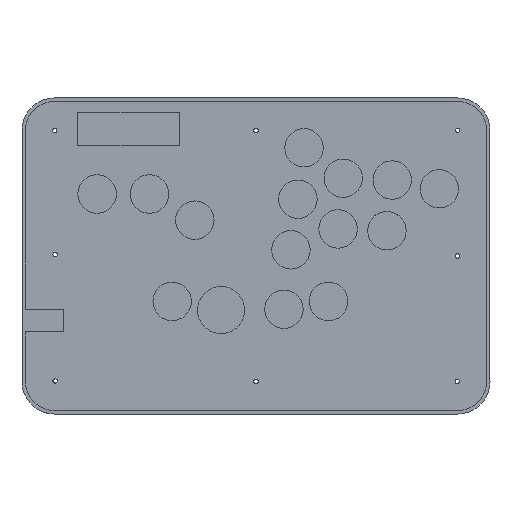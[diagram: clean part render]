
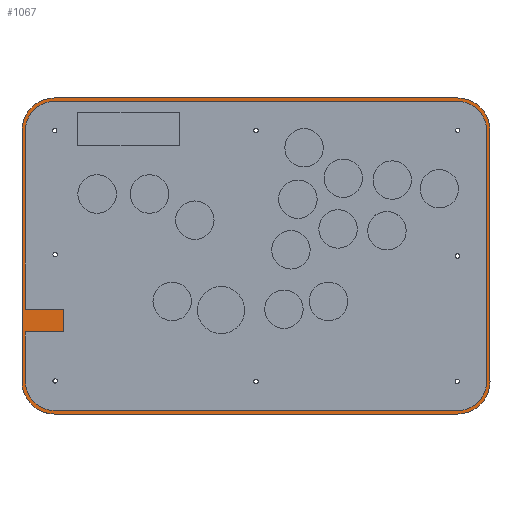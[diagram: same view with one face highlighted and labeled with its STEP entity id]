
A CAD part, top view. The second image highlights one B-rep face of the part: STEP entity #1067.
In plain terms, the highlighted planar face has unit normal (0, 0, 1).
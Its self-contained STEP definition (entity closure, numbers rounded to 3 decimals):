
#15=FACE_BOUND('',#201,.T.);
#78=PLANE('',#1177);
#134=FACE_OUTER_BOUND('',#200,.T.);
#200=EDGE_LOOP('',(#862,#863,#864,#865,#866,#867,#868,#869));
#201=EDGE_LOOP('',(#870,#871,#872,#873,#874,#875,#876,#877,#878,#879,#880,
#881));
#251=LINE('',#1563,#330);
#255=LINE('',#1575,#334);
#259=LINE('',#1587,#338);
#263=LINE('',#1597,#342);
#266=LINE('',#1609,#345);
#270=LINE('',#1622,#349);
#274=LINE('',#1630,#353);
#306=LINE('',#1769,#385);
#309=LINE('',#1775,#388);
#311=LINE('',#1778,#390);
#312=LINE('',#1781,#391);
#313=LINE('',#1785,#392);
#330=VECTOR('',#1225,10.);
#334=VECTOR('',#1237,10.);
#338=VECTOR('',#1249,10.);
#342=VECTOR('',#1261,10.);
#345=VECTOR('',#1272,10.);
#349=VECTOR('',#1284,10.);
#353=VECTOR('',#1290,10.);
#385=VECTOR('',#1454,10.);
#388=VECTOR('',#1459,10.);
#390=VECTOR('',#1463,10.);
#391=VECTOR('',#1466,10.);
#392=VECTOR('',#1469,10.);
#407=CIRCLE('',#1086,18.5);
#409=CIRCLE('',#1090,18.5);
#411=CIRCLE('',#1094,18.5);
#413=CIRCLE('',#1098,18.508);
#414=CIRCLE('',#1101,16.5);
#416=CIRCLE('',#1105,16.5);
#448=CIRCLE('',#1178,16.5);
#449=CIRCLE('',#1179,16.508);
#470=VERTEX_POINT('',#1554);
#471=VERTEX_POINT('',#1556);
#473=VERTEX_POINT('',#1562);
#475=VERTEX_POINT('',#1568);
#477=VERTEX_POINT('',#1574);
#479=VERTEX_POINT('',#1580);
#481=VERTEX_POINT('',#1586);
#483=VERTEX_POINT('',#1592);
#484=VERTEX_POINT('',#1599);
#485=VERTEX_POINT('',#1600);
#488=VERTEX_POINT('',#1608);
#490=VERTEX_POINT('',#1614);
#492=VERTEX_POINT('',#1620);
#493=VERTEX_POINT('',#1621);
#496=VERTEX_POINT('',#1629);
#537=VERTEX_POINT('',#1767);
#539=VERTEX_POINT('',#1773);
#540=VERTEX_POINT('',#1780);
#541=VERTEX_POINT('',#1782);
#542=VERTEX_POINT('',#1784);
#564=EDGE_CURVE('',#471,#470,#407,.T.);
#567=EDGE_CURVE('',#473,#471,#251,.T.);
#570=EDGE_CURVE('',#475,#473,#409,.T.);
#573=EDGE_CURVE('',#477,#475,#255,.T.);
#576=EDGE_CURVE('',#479,#477,#411,.T.);
#579=EDGE_CURVE('',#481,#479,#259,.T.);
#582=EDGE_CURVE('',#483,#481,#413,.T.);
#585=EDGE_CURVE('',#470,#483,#263,.T.);
#586=EDGE_CURVE('',#484,#485,#414,.T.);
#590=EDGE_CURVE('',#485,#488,#266,.T.);
#593=EDGE_CURVE('',#488,#490,#416,.T.);
#596=EDGE_CURVE('',#492,#493,#270,.T.);
#600=EDGE_CURVE('',#490,#496,#274,.T.);
#662=EDGE_CURVE('',#537,#492,#306,.T.);
#665=EDGE_CURVE('',#539,#537,#309,.T.);
#667=EDGE_CURVE('',#496,#539,#311,.T.);
#668=EDGE_CURVE('',#540,#484,#312,.T.);
#669=EDGE_CURVE('',#541,#540,#448,.T.);
#670=EDGE_CURVE('',#542,#541,#313,.T.);
#671=EDGE_CURVE('',#493,#542,#449,.T.);
#862=ORIENTED_EDGE('',*,*,#585,.T.);
#863=ORIENTED_EDGE('',*,*,#582,.T.);
#864=ORIENTED_EDGE('',*,*,#579,.T.);
#865=ORIENTED_EDGE('',*,*,#576,.T.);
#866=ORIENTED_EDGE('',*,*,#573,.T.);
#867=ORIENTED_EDGE('',*,*,#570,.T.);
#868=ORIENTED_EDGE('',*,*,#567,.T.);
#869=ORIENTED_EDGE('',*,*,#564,.T.);
#870=ORIENTED_EDGE('',*,*,#662,.F.);
#871=ORIENTED_EDGE('',*,*,#665,.F.);
#872=ORIENTED_EDGE('',*,*,#667,.F.);
#873=ORIENTED_EDGE('',*,*,#600,.F.);
#874=ORIENTED_EDGE('',*,*,#593,.F.);
#875=ORIENTED_EDGE('',*,*,#590,.F.);
#876=ORIENTED_EDGE('',*,*,#586,.F.);
#877=ORIENTED_EDGE('',*,*,#668,.F.);
#878=ORIENTED_EDGE('',*,*,#669,.F.);
#879=ORIENTED_EDGE('',*,*,#670,.F.);
#880=ORIENTED_EDGE('',*,*,#671,.F.);
#881=ORIENTED_EDGE('',*,*,#596,.F.);
#1067=ADVANCED_FACE('',(#134,#15),#78,.F.);
#1086=AXIS2_PLACEMENT_3D('',#1557,#1219,#1220);
#1090=AXIS2_PLACEMENT_3D('',#1569,#1231,#1232);
#1094=AXIS2_PLACEMENT_3D('',#1581,#1243,#1244);
#1098=AXIS2_PLACEMENT_3D('',#1593,#1255,#1256);
#1101=AXIS2_PLACEMENT_3D('',#1601,#1264,#1265);
#1105=AXIS2_PLACEMENT_3D('',#1615,#1277,#1278);
#1177=AXIS2_PLACEMENT_3D('',#1779,#1464,#1465);
#1178=AXIS2_PLACEMENT_3D('',#1783,#1467,#1468);
#1179=AXIS2_PLACEMENT_3D('',#1786,#1470,#1471);
#1219=DIRECTION('center_axis',(0.,0.,1.));
#1220=DIRECTION('ref_axis',(0.,1.,0.));
#1225=DIRECTION('',(-1.,0.,0.));
#1231=DIRECTION('center_axis',(0.,0.,1.));
#1232=DIRECTION('ref_axis',(1.,0.,0.));
#1237=DIRECTION('',(0.,1.,0.));
#1243=DIRECTION('center_axis',(0.,0.,1.));
#1244=DIRECTION('ref_axis',(0.,-1.,0.));
#1249=DIRECTION('',(1.,0.,0.));
#1255=DIRECTION('center_axis',(0.,0.,1.));
#1256=DIRECTION('ref_axis',(-1.,-0.029,0.));
#1261=DIRECTION('',(0.,-1.,0.));
#1264=DIRECTION('center_axis',(0.,0.,1.));
#1265=DIRECTION('ref_axis',(1.,0.,0.));
#1272=DIRECTION('',(-1.,0.,0.));
#1277=DIRECTION('center_axis',(0.,0.,1.));
#1278=DIRECTION('ref_axis',(0.,1.,0.));
#1284=DIRECTION('',(0.,-1.,0.));
#1290=DIRECTION('',(0.,-1.,0.));
#1454=DIRECTION('',(-1.,0.,0.));
#1459=DIRECTION('',(0.,-1.,0.));
#1463=DIRECTION('',(1.,0.,0.));
#1464=DIRECTION('center_axis',(0.,0.,-1.));
#1465=DIRECTION('ref_axis',(-1.,0.,0.));
#1466=DIRECTION('',(0.,1.,0.));
#1467=DIRECTION('center_axis',(0.,0.,1.));
#1468=DIRECTION('ref_axis',(0.,-1.,0.));
#1469=DIRECTION('',(1.,0.,0.));
#1470=DIRECTION('center_axis',(0.,0.,1.));
#1471=DIRECTION('ref_axis',(-1.,-0.031,0.));
#1554=CARTESIAN_POINT('',(-2.5,-16.,3.6));
#1556=CARTESIAN_POINT('',(16.,2.5,3.6));
#1557=CARTESIAN_POINT('Origin',(16.,-16.,3.6));
#1562=CARTESIAN_POINT('',(247.,2.5,3.6));
#1563=CARTESIAN_POINT('',(247.,2.5,3.6));
#1568=CARTESIAN_POINT('',(265.5,-16.,3.6));
#1569=CARTESIAN_POINT('Origin',(247.,-16.,3.6));
#1574=CARTESIAN_POINT('',(265.5,-160.,3.6));
#1575=CARTESIAN_POINT('',(265.5,-160.,3.6));
#1580=CARTESIAN_POINT('',(247.,-178.5,3.6));
#1581=CARTESIAN_POINT('Origin',(247.,-160.,3.6));
#1586=CARTESIAN_POINT('',(16.,-178.5,3.6));
#1587=CARTESIAN_POINT('',(16.,-178.5,3.6));
#1592=CARTESIAN_POINT('',(-2.5,-160.53,3.6));
#1593=CARTESIAN_POINT('Origin',(16.,-159.992,3.6));
#1597=CARTESIAN_POINT('',(-2.5,-16.,3.6));
#1599=CARTESIAN_POINT('',(263.5,-16.,3.6));
#1600=CARTESIAN_POINT('',(247.,0.5,3.6));
#1601=CARTESIAN_POINT('Origin',(247.,-16.,3.6));
#1608=CARTESIAN_POINT('',(16.,0.5,3.6));
#1609=CARTESIAN_POINT('',(189.25,0.5,3.6));
#1614=CARTESIAN_POINT('',(-0.5,-16.,3.6));
#1615=CARTESIAN_POINT('Origin',(16.,-16.,3.6));
#1620=CARTESIAN_POINT('',(-0.5,-131.5,3.6));
#1621=CARTESIAN_POINT('',(-0.5,-160.5,3.6));
#1622=CARTESIAN_POINT('',(-0.5,-52.,3.6));
#1629=CARTESIAN_POINT('',(-0.5,-118.5,3.6));
#1630=CARTESIAN_POINT('',(-0.5,-52.,3.6));
#1767=CARTESIAN_POINT('',(21.5,-131.5,3.6));
#1769=CARTESIAN_POINT('',(21.5,-131.5,3.6));
#1773=CARTESIAN_POINT('',(21.5,-118.5,3.6));
#1775=CARTESIAN_POINT('',(21.5,-118.5,3.6));
#1778=CARTESIAN_POINT('',(-0.5,-118.5,3.6));
#1779=CARTESIAN_POINT('Origin',(131.5,-88.,3.6));
#1780=CARTESIAN_POINT('',(263.5,-160.,3.6));
#1781=CARTESIAN_POINT('',(263.5,-124.,3.6));
#1782=CARTESIAN_POINT('',(247.,-176.5,3.6));
#1783=CARTESIAN_POINT('Origin',(247.,-160.,3.6));
#1784=CARTESIAN_POINT('',(16.,-176.5,3.6));
#1785=CARTESIAN_POINT('',(73.75,-176.5,3.6));
#1786=CARTESIAN_POINT('Origin',(16.,-159.992,3.6));
